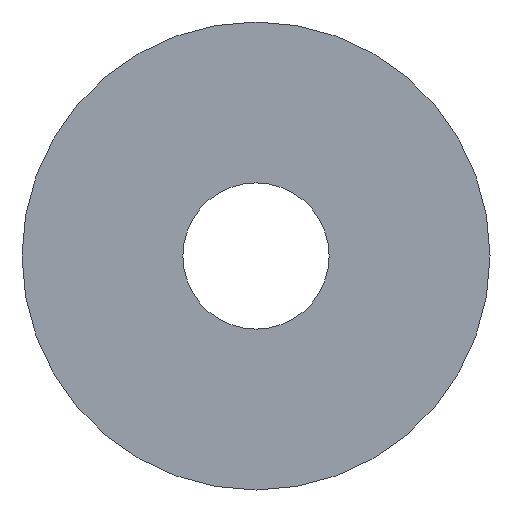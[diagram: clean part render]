
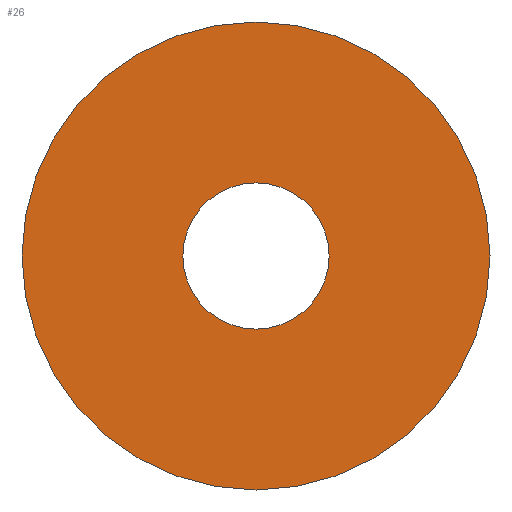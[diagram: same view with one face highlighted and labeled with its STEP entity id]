
A CAD part, front view. The second image highlights one B-rep face of the part: STEP entity #26.
In plain terms, the highlighted planar face has unit normal (0, -1, 0).
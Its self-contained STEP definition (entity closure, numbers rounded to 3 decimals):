
#11 = CIRCLE ( 'NONE', #110, 8. ) ;
#14 = CARTESIAN_POINT ( 'NONE',  ( 0., 0., 0. ) ) ;
#26 = ADVANCED_FACE ( 'NONE', ( #165, #134 ), #38, .F. ) ;
#34 = AXIS2_PLACEMENT_3D ( 'NONE', #234, #245, #180 ) ;
#35 = ORIENTED_EDGE ( 'NONE', *, *, #160, .F. ) ;
#38 = PLANE ( 'NONE',  #149 ) ;
#40 = CIRCLE ( 'NONE', #34, 2.5 ) ;
#65 = AXIS2_PLACEMENT_3D ( 'NONE', #162, #237, #161 ) ;
#72 = ORIENTED_EDGE ( 'NONE', *, *, #87, .T. ) ;
#78 = EDGE_LOOP ( 'NONE', ( #72, #151 ) ) ;
#84 = CARTESIAN_POINT ( 'NONE',  ( 0., 0., -2.5 ) ) ;
#87 = EDGE_CURVE ( 'NONE', #91, #129, #196, .T. ) ;
#90 = DIRECTION ( 'NONE',  ( 0., 0., 1. ) ) ;
#91 = VERTEX_POINT ( 'NONE', #84 ) ;
#97 = CARTESIAN_POINT ( 'NONE',  ( 0., 0., 0. ) ) ;
#99 = CARTESIAN_POINT ( 'NONE',  ( 0., 0., 0. ) ) ;
#108 = DIRECTION ( 'NONE',  ( 0., 1., 0. ) ) ;
#110 = AXIS2_PLACEMENT_3D ( 'NONE', #99, #191, #174 ) ;
#115 = VERTEX_POINT ( 'NONE', #194 ) ;
#129 = VERTEX_POINT ( 'NONE', #179 ) ;
#134 = FACE_BOUND ( 'NONE', #78, .T. ) ;
#140 = CIRCLE ( 'NONE', #177, 8. ) ;
#149 = AXIS2_PLACEMENT_3D ( 'NONE', #97, #173, #154 ) ;
#150 = ORIENTED_EDGE ( 'NONE', *, *, #212, .F. ) ;
#151 = ORIENTED_EDGE ( 'NONE', *, *, #200, .T. ) ;
#154 = DIRECTION ( 'NONE',  ( 0., 0., 1. ) ) ;
#160 = EDGE_CURVE ( 'NONE', #187, #115, #11, .T. ) ;
#161 = DIRECTION ( 'NONE',  ( 0., 0., 1. ) ) ;
#162 = CARTESIAN_POINT ( 'NONE',  ( 0., 0., 0. ) ) ;
#165 = FACE_OUTER_BOUND ( 'NONE', #170, .T. ) ;
#170 = EDGE_LOOP ( 'NONE', ( #150, #35 ) ) ;
#173 = DIRECTION ( 'NONE',  ( 0., 1., 0. ) ) ;
#174 = DIRECTION ( 'NONE',  ( 0., 0., 1. ) ) ;
#177 = AXIS2_PLACEMENT_3D ( 'NONE', #14, #108, #90 ) ;
#179 = CARTESIAN_POINT ( 'NONE',  ( 0., 0., 2.5 ) ) ;
#180 = DIRECTION ( 'NONE',  ( 0., 0., 1. ) ) ;
#187 = VERTEX_POINT ( 'NONE', #213 ) ;
#191 = DIRECTION ( 'NONE',  ( 0., 1., 0. ) ) ;
#194 = CARTESIAN_POINT ( 'NONE',  ( 0., 0., -8. ) ) ;
#196 = CIRCLE ( 'NONE', #65, 2.5 ) ;
#200 = EDGE_CURVE ( 'NONE', #129, #91, #40, .T. ) ;
#212 = EDGE_CURVE ( 'NONE', #115, #187, #140, .T. ) ;
#213 = CARTESIAN_POINT ( 'NONE',  ( 0., 0., 8. ) ) ;
#234 = CARTESIAN_POINT ( 'NONE',  ( 0., 0., 0. ) ) ;
#237 = DIRECTION ( 'NONE',  ( 0., 1., 0. ) ) ;
#245 = DIRECTION ( 'NONE',  ( 0., 1., 0. ) ) ;
